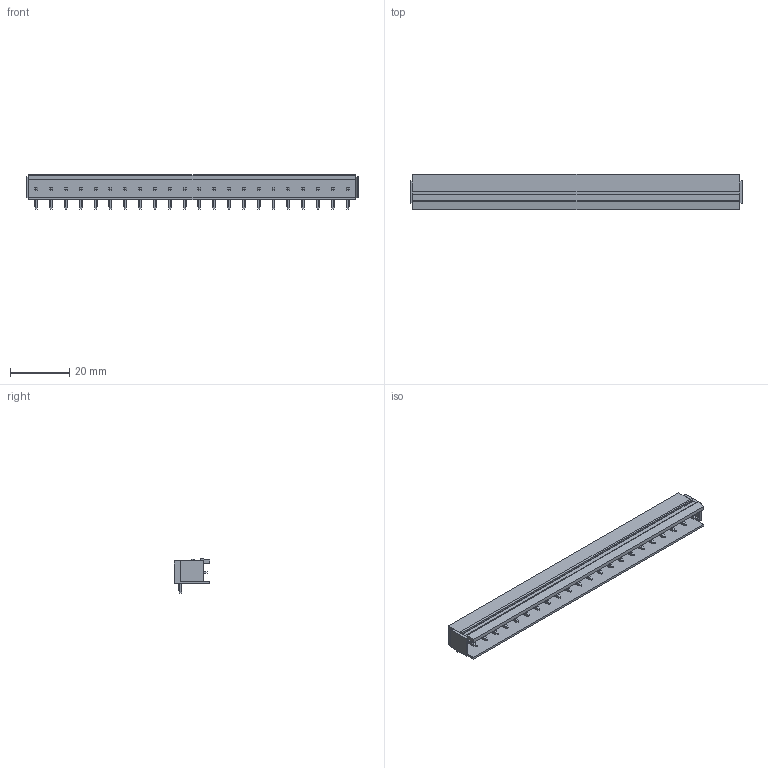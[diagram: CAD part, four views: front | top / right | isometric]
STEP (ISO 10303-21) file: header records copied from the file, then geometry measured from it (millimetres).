
FILE_DESCRIPTION(('CATIA V5 STEP Exchange','CAx-IF Rec.Pracs.--- Model Styling and Organization---1.2---2011-12-15'),'2;1');
FILE_NAME ('D1452933_0_1581060000_1581060000.stp','2018-10-13T04:23:53+00:00',('none'),('Weidmueller'),'CATIA Version 5-6 Release 2014','CATIA V5 STEP AP214','none');
FILE_SCHEMA(('AUTOMOTIVE_DESIGN { 1 0 10303 214 1 1 1 1 }'));
Length unit declared in the file: millimetre
Products named in the file (1): 1581060000
Bounding box: 112 x 12 x 11.7 mm (x, y, z)
Volume: 5027 mm3; surface area: 8409.7 mm2
Topology: 23 solids, 23 shells, 883 faces, 2323 edges, 1486 vertices
Faces by surface type: plane 529, cylinder 354
Entity records: 24403 total; most frequent: CARTESIAN_POINT 5888, ORIENTED_EDGE 4646, EDGE_CURVE 2317, DIRECTION 2305, VERTEX_POINT 1478, VECTOR 1433, LINE 1433, EDGE_LOOP 927
